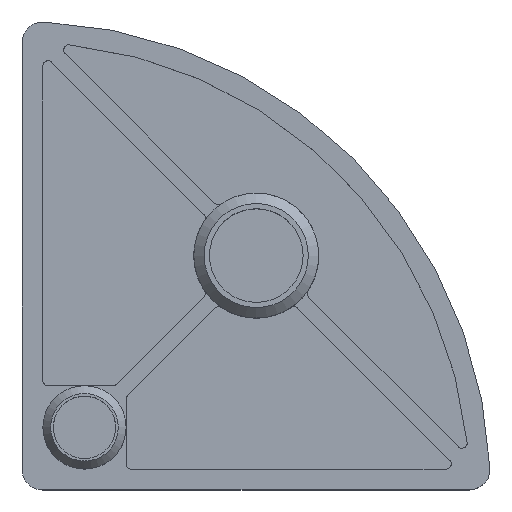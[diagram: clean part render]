
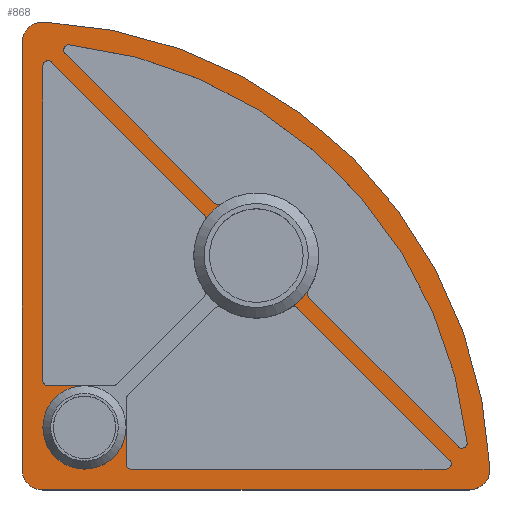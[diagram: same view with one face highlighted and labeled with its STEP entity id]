
A CAD part, top view. The second image highlights one B-rep face of the part: STEP entity #868.
In plain terms, the highlighted planar face has unit normal (0, 0, 1).
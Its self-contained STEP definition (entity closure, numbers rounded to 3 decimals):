
#16=FACE_BOUND('',#276,.T.);
#27=PLANE('',#983);
#65=LINE('',#1453,#133);
#73=LINE('',#1478,#141);
#75=LINE('',#1482,#143);
#80=LINE('',#1490,#148);
#85=LINE('',#1508,#153);
#86=LINE('',#1512,#154);
#87=LINE('',#1520,#155);
#88=LINE('',#1522,#156);
#89=LINE('',#1526,#157);
#90=LINE('',#1533,#158);
#133=VECTOR('',#1154,1000.);
#141=VECTOR('',#1176,1000.);
#143=VECTOR('',#1180,1000.);
#148=VECTOR('',#1187,1000.);
#153=VECTOR('',#1204,1000.);
#154=VECTOR('',#1207,1000.);
#155=VECTOR('',#1214,1000.);
#156=VECTOR('',#1217,1000.);
#157=VECTOR('',#1220,1000.);
#158=VECTOR('',#1229,1000.);
#222=FACE_OUTER_BOUND('',#275,.T.);
#275=EDGE_LOOP('',(#696,#697,#698,#699,#700,#701));
#276=EDGE_LOOP('',(#702,#703,#704,#705,#706,#707,#708,#709,#710,#711,#712,
#713,#714,#715,#716,#717,#718,#719,#720,#721,#722,#723));
#316=CIRCLE('',#928,0.5);
#319=CIRCLE('',#932,0.5);
#324=CIRCLE('',#940,4.);
#333=CIRCLE('',#952,6.);
#336=CIRCLE('',#955,6.);
#345=CIRCLE('',#967,43.);
#355=CIRCLE('',#984,2.);
#356=CIRCLE('',#985,2.);
#357=CIRCLE('',#986,45.);
#358=CIRCLE('',#987,2.);
#359=CIRCLE('',#988,0.5);
#360=CIRCLE('',#989,0.5);
#361=CIRCLE('',#990,0.5);
#362=CIRCLE('',#991,0.5);
#363=CIRCLE('',#992,0.5);
#364=CIRCLE('',#993,0.5);
#365=CIRCLE('',#994,0.5);
#366=CIRCLE('',#995,0.5);
#378=VERTEX_POINT('',#1347);
#379=VERTEX_POINT('',#1348);
#384=VERTEX_POINT('',#1359);
#385=VERTEX_POINT('',#1361);
#390=VERTEX_POINT('',#1377);
#391=VERTEX_POINT('',#1378);
#402=VERTEX_POINT('',#1406);
#405=VERTEX_POINT('',#1414);
#406=VERTEX_POINT('',#1416);
#418=VERTEX_POINT('',#1447);
#419=VERTEX_POINT('',#1451);
#420=VERTEX_POINT('',#1452);
#429=VERTEX_POINT('',#1475);
#430=VERTEX_POINT('',#1477);
#431=VERTEX_POINT('',#1481);
#433=VERTEX_POINT('',#1488);
#439=VERTEX_POINT('',#1506);
#440=VERTEX_POINT('',#1507);
#441=VERTEX_POINT('',#1509);
#442=VERTEX_POINT('',#1511);
#443=VERTEX_POINT('',#1513);
#444=VERTEX_POINT('',#1515);
#445=VERTEX_POINT('',#1518);
#446=VERTEX_POINT('',#1519);
#447=VERTEX_POINT('',#1523);
#448=VERTEX_POINT('',#1525);
#449=VERTEX_POINT('',#1530);
#450=VERTEX_POINT('',#1532);
#460=EDGE_CURVE('',#378,#379,#316,.T.);
#466=EDGE_CURVE('',#385,#384,#319,.T.);
#474=EDGE_CURVE('',#390,#391,#324,.T.);
#489=EDGE_CURVE('',#379,#402,#333,.T.);
#494=EDGE_CURVE('',#406,#405,#336,.T.);
#510=EDGE_CURVE('',#418,#385,#345,.T.);
#512=EDGE_CURVE('',#419,#420,#65,.T.);
#525=EDGE_CURVE('',#430,#429,#73,.T.);
#527=EDGE_CURVE('',#431,#391,#75,.T.);
#532=EDGE_CURVE('',#390,#433,#80,.T.);
#541=EDGE_CURVE('',#439,#440,#85,.T.);
#542=EDGE_CURVE('',#440,#441,#355,.T.);
#543=EDGE_CURVE('',#441,#442,#86,.T.);
#544=EDGE_CURVE('',#442,#443,#356,.T.);
#545=EDGE_CURVE('',#443,#444,#357,.T.);
#546=EDGE_CURVE('',#444,#439,#358,.T.);
#547=EDGE_CURVE('',#445,#446,#87,.T.);
#548=EDGE_CURVE('',#446,#418,#359,.T.);
#549=EDGE_CURVE('',#384,#378,#88,.T.);
#550=EDGE_CURVE('',#402,#447,#360,.T.);
#551=EDGE_CURVE('',#447,#448,#89,.T.);
#552=EDGE_CURVE('',#448,#419,#361,.T.);
#553=EDGE_CURVE('',#420,#431,#362,.T.);
#554=EDGE_CURVE('',#433,#430,#363,.T.);
#555=EDGE_CURVE('',#429,#449,#364,.T.);
#556=EDGE_CURVE('',#449,#450,#90,.T.);
#557=EDGE_CURVE('',#450,#406,#365,.T.);
#558=EDGE_CURVE('',#405,#445,#366,.T.);
#696=ORIENTED_EDGE('',*,*,#541,.T.);
#697=ORIENTED_EDGE('',*,*,#542,.T.);
#698=ORIENTED_EDGE('',*,*,#543,.T.);
#699=ORIENTED_EDGE('',*,*,#544,.T.);
#700=ORIENTED_EDGE('',*,*,#545,.T.);
#701=ORIENTED_EDGE('',*,*,#546,.T.);
#702=ORIENTED_EDGE('',*,*,#547,.T.);
#703=ORIENTED_EDGE('',*,*,#548,.T.);
#704=ORIENTED_EDGE('',*,*,#510,.T.);
#705=ORIENTED_EDGE('',*,*,#466,.T.);
#706=ORIENTED_EDGE('',*,*,#549,.T.);
#707=ORIENTED_EDGE('',*,*,#460,.T.);
#708=ORIENTED_EDGE('',*,*,#489,.T.);
#709=ORIENTED_EDGE('',*,*,#550,.T.);
#710=ORIENTED_EDGE('',*,*,#551,.T.);
#711=ORIENTED_EDGE('',*,*,#552,.T.);
#712=ORIENTED_EDGE('',*,*,#512,.T.);
#713=ORIENTED_EDGE('',*,*,#553,.T.);
#714=ORIENTED_EDGE('',*,*,#527,.T.);
#715=ORIENTED_EDGE('',*,*,#474,.F.);
#716=ORIENTED_EDGE('',*,*,#532,.T.);
#717=ORIENTED_EDGE('',*,*,#554,.T.);
#718=ORIENTED_EDGE('',*,*,#525,.T.);
#719=ORIENTED_EDGE('',*,*,#555,.T.);
#720=ORIENTED_EDGE('',*,*,#556,.T.);
#721=ORIENTED_EDGE('',*,*,#557,.T.);
#722=ORIENTED_EDGE('',*,*,#494,.T.);
#723=ORIENTED_EDGE('',*,*,#558,.T.);
#868=ADVANCED_FACE('',(#222,#16),#27,.F.);
#928=AXIS2_PLACEMENT_3D('',#1349,#1050,#1051);
#932=AXIS2_PLACEMENT_3D('',#1362,#1061,#1062);
#940=AXIS2_PLACEMENT_3D('',#1379,#1080,#1081);
#952=AXIS2_PLACEMENT_3D('',#1408,#1110,#1111);
#955=AXIS2_PLACEMENT_3D('',#1417,#1118,#1119);
#967=AXIS2_PLACEMENT_3D('',#1448,#1149,#1150);
#983=AXIS2_PLACEMENT_3D('',#1505,#1202,#1203);
#984=AXIS2_PLACEMENT_3D('',#1510,#1205,#1206);
#985=AXIS2_PLACEMENT_3D('',#1514,#1208,#1209);
#986=AXIS2_PLACEMENT_3D('',#1516,#1210,#1211);
#987=AXIS2_PLACEMENT_3D('',#1517,#1212,#1213);
#988=AXIS2_PLACEMENT_3D('',#1521,#1215,#1216);
#989=AXIS2_PLACEMENT_3D('',#1524,#1218,#1219);
#990=AXIS2_PLACEMENT_3D('',#1527,#1221,#1222);
#991=AXIS2_PLACEMENT_3D('',#1528,#1223,#1224);
#992=AXIS2_PLACEMENT_3D('',#1529,#1225,#1226);
#993=AXIS2_PLACEMENT_3D('',#1531,#1227,#1228);
#994=AXIS2_PLACEMENT_3D('',#1534,#1230,#1231);
#995=AXIS2_PLACEMENT_3D('',#1535,#1232,#1233);
#1050=DIRECTION('center_axis',(0.,0.,-1.));
#1051=DIRECTION('ref_axis',(-1.,0.,0.));
#1061=DIRECTION('center_axis',(0.,0.,-1.));
#1062=DIRECTION('ref_axis',(-1.,0.,0.));
#1080=DIRECTION('center_axis',(0.,0.,1.));
#1081=DIRECTION('ref_axis',(1.,0.,0.));
#1110=DIRECTION('center_axis',(0.,0.,-1.));
#1111=DIRECTION('ref_axis',(-1.,0.,0.));
#1118=DIRECTION('center_axis',(0.,0.,-1.));
#1119=DIRECTION('ref_axis',(-1.,0.,0.));
#1149=DIRECTION('center_axis',(0.,0.,-1.));
#1150=DIRECTION('ref_axis',(-1.,0.,0.));
#1154=DIRECTION('',(-1.,0.,0.));
#1176=DIRECTION('',(0.,1.,0.));
#1180=DIRECTION('',(0.,1.,0.));
#1187=DIRECTION('',(-1.,0.,0.));
#1202=DIRECTION('center_axis',(0.,0.,-1.));
#1203=DIRECTION('ref_axis',(-1.,0.,0.));
#1204=DIRECTION('',(0.,-1.,0.));
#1205=DIRECTION('center_axis',(0.,0.,1.));
#1206=DIRECTION('ref_axis',(-1.,0.,0.));
#1207=DIRECTION('',(1.,0.,0.));
#1208=DIRECTION('center_axis',(0.,0.,1.));
#1209=DIRECTION('ref_axis',(-1.,0.,0.));
#1210=DIRECTION('center_axis',(0.,0.,1.));
#1211=DIRECTION('ref_axis',(-1.,0.,0.));
#1212=DIRECTION('center_axis',(0.,0.,1.));
#1213=DIRECTION('ref_axis',(-1.,0.,0.));
#1214=DIRECTION('',(-0.707,0.707,0.));
#1215=DIRECTION('center_axis',(0.,0.,-1.));
#1216=DIRECTION('ref_axis',(-1.,0.,0.));
#1217=DIRECTION('',(-0.707,0.707,0.));
#1218=DIRECTION('center_axis',(0.,0.,-1.));
#1219=DIRECTION('ref_axis',(-1.,0.,0.));
#1220=DIRECTION('',(0.707,-0.707,0.));
#1221=DIRECTION('center_axis',(0.,0.,-1.));
#1222=DIRECTION('ref_axis',(-1.,0.,0.));
#1223=DIRECTION('center_axis',(0.,0.,-1.));
#1224=DIRECTION('ref_axis',(-1.,0.,0.));
#1225=DIRECTION('center_axis',(0.,0.,-1.));
#1226=DIRECTION('ref_axis',(-1.,0.,0.));
#1227=DIRECTION('center_axis',(0.,0.,-1.));
#1228=DIRECTION('ref_axis',(-1.,0.,0.));
#1229=DIRECTION('',(0.707,-0.707,0.));
#1230=DIRECTION('center_axis',(0.,0.,-1.));
#1231=DIRECTION('ref_axis',(-1.,0.,0.));
#1232=DIRECTION('center_axis',(0.,0.,-1.));
#1233=DIRECTION('ref_axis',(-1.,0.,0.));
#1347=CARTESIAN_POINT('',(27.541,18.52,5.));
#1348=CARTESIAN_POINT('',(27.479,19.152,5.));
#1349=CARTESIAN_POINT('Origin',(27.894,18.873,5.));
#1359=CARTESIAN_POINT('',(41.907,4.154,5.));
#1361=CARTESIAN_POINT('',(42.757,4.56,5.));
#1362=CARTESIAN_POINT('Origin',(42.26,4.507,5.));
#1377=CARTESIAN_POINT('',(6.,10.,5.));
#1378=CARTESIAN_POINT('',(10.,6.,5.));
#1379=CARTESIAN_POINT('Origin',(6.,6.,5.));
#1406=CARTESIAN_POINT('',(25.848,17.521,5.));
#1408=CARTESIAN_POINT('Origin',(22.5,22.5,5.));
#1414=CARTESIAN_POINT('',(19.152,27.479,5.));
#1416=CARTESIAN_POINT('',(17.521,25.848,5.));
#1417=CARTESIAN_POINT('Origin',(22.5,22.5,5.));
#1447=CARTESIAN_POINT('',(4.56,42.757,5.));
#1448=CARTESIAN_POINT('Origin',(0.,0.,5.));
#1451=CARTESIAN_POINT('',(40.732,2.,5.));
#1452=CARTESIAN_POINT('',(10.5,2.,5.));
#1453=CARTESIAN_POINT('',(-27.141,2.,5.));
#1475=CARTESIAN_POINT('',(2.,40.732,5.));
#1477=CARTESIAN_POINT('',(2.,10.5,5.));
#1478=CARTESIAN_POINT('',(2.,22.5,5.));
#1481=CARTESIAN_POINT('',(10.,2.5,5.));
#1482=CARTESIAN_POINT('',(10.,22.5,5.));
#1488=CARTESIAN_POINT('',(2.5,10.,5.));
#1490=CARTESIAN_POINT('',(-27.141,10.,5.));
#1505=CARTESIAN_POINT('Origin',(0.,0.,5.));
#1506=CARTESIAN_POINT('',(0.,42.953,5.));
#1507=CARTESIAN_POINT('',(0.,2.,5.));
#1508=CARTESIAN_POINT('',(0.,0.,5.));
#1509=CARTESIAN_POINT('',(2.,0.,5.));
#1510=CARTESIAN_POINT('Origin',(2.,2.,5.));
#1511=CARTESIAN_POINT('',(42.953,0.,5.));
#1512=CARTESIAN_POINT('',(0.,0.,5.));
#1513=CARTESIAN_POINT('',(44.951,2.093,5.));
#1514=CARTESIAN_POINT('Origin',(42.953,2.,5.));
#1515=CARTESIAN_POINT('',(2.093,44.951,5.));
#1516=CARTESIAN_POINT('Origin',(0.,0.,5.));
#1517=CARTESIAN_POINT('Origin',(2.,42.953,5.));
#1518=CARTESIAN_POINT('',(18.52,27.541,5.));
#1519=CARTESIAN_POINT('',(4.154,41.907,5.));
#1520=CARTESIAN_POINT('',(3.178,42.882,5.));
#1521=CARTESIAN_POINT('Origin',(4.507,42.26,5.));
#1522=CARTESIAN_POINT('',(42.882,3.178,5.));
#1523=CARTESIAN_POINT('',(26.48,17.459,5.));
#1524=CARTESIAN_POINT('Origin',(26.127,17.106,5.));
#1525=CARTESIAN_POINT('',(41.086,2.854,5.));
#1526=CARTESIAN_POINT('',(41.939,2.,5.));
#1527=CARTESIAN_POINT('Origin',(40.732,2.5,5.));
#1528=CARTESIAN_POINT('Origin',(10.5,2.5,5.));
#1529=CARTESIAN_POINT('Origin',(2.5,10.5,5.));
#1530=CARTESIAN_POINT('',(2.854,41.086,5.));
#1531=CARTESIAN_POINT('Origin',(2.5,40.732,5.));
#1532=CARTESIAN_POINT('',(17.459,26.48,5.));
#1533=CARTESIAN_POINT('',(2.,41.939,5.));
#1534=CARTESIAN_POINT('Origin',(17.106,26.127,5.));
#1535=CARTESIAN_POINT('Origin',(18.873,27.894,5.));
